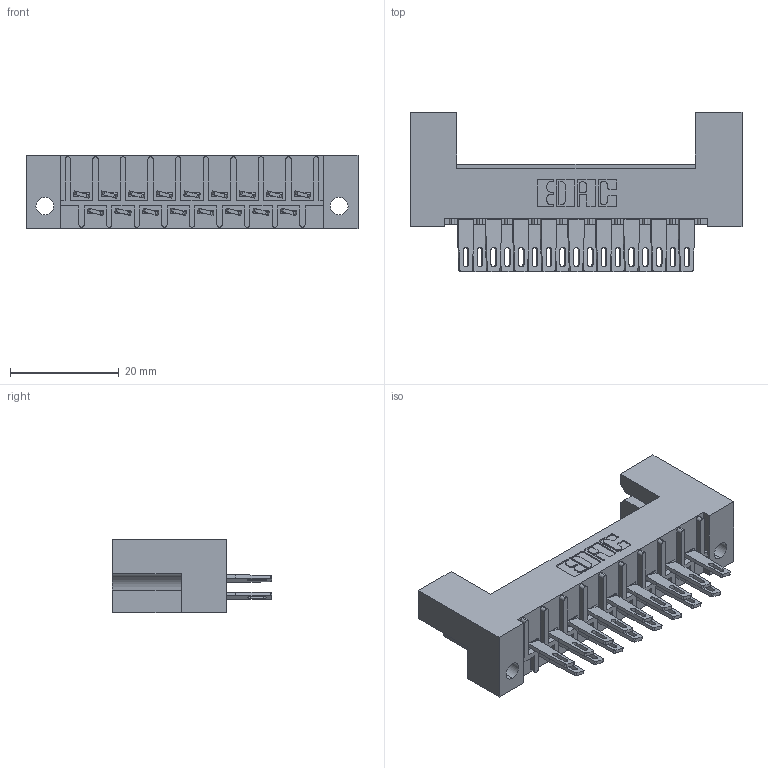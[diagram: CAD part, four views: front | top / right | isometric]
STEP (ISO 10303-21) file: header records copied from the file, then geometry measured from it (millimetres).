
FILE_DESCRIPTION (( 'STEP AP203' ), '1' );
FILE_NAME ('408-017-500-212.STEP', '2019-11-04T18:26:58', ( '' ), ( '' ), 'SwSTEP 2.0', 'SolidWorks 2016', '' );
FILE_SCHEMA (( 'CONFIG_CONTROL_DESIGN' ));
Length unit declared in the file: inch
Products named in the file (3): 408-290-001_408-290-100; 408 Part_017 - 2; 408-017-500-212
Assembly tree (18 placements, depth 2):
  408-017-500-212
    408 Part_017 - 2
    408-290-001_408-290-100  x17
Bounding box: 61.11 x 29.31 x 13.49 mm (x, y, z)
Volume: 8396.5 mm3; surface area: 9396.3 mm2
Topology: 18 solids, 18 shells, 1108 faces, 3058 edges, 1992 vertices
Faces by surface type: plane 786, cylinder 254, bspline 68
Entity records: 16229 total; most frequent: CARTESIAN_POINT 2811, ORIENTED_EDGE 2724, DIRECTION 2512, EDGE_CURVE 1362, LINE 1174, VECTOR 1174, VERTEX_POINT 904, AXIS2_PLACEMENT_3D 669
